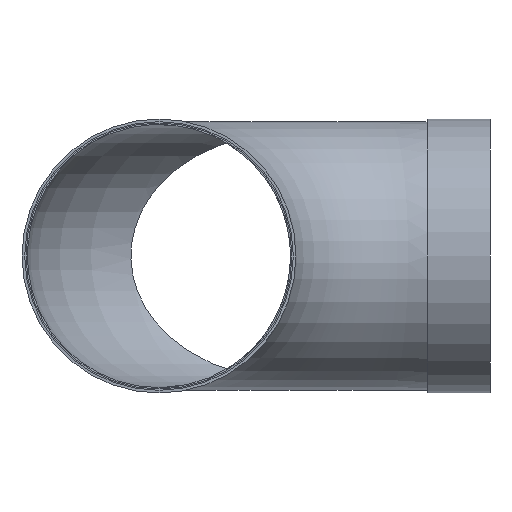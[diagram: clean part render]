
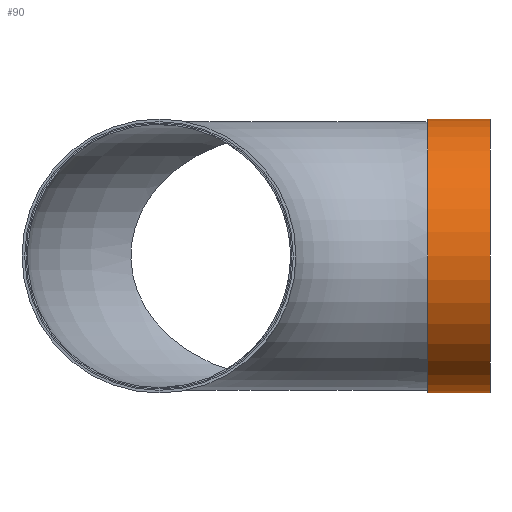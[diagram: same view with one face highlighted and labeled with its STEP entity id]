
A CAD part, left-side view. The second image highlights one B-rep face of the part: STEP entity #90.
In plain terms, the highlighted cylindrical face has radius 91.8 mm (diameter 183.6 mm), a full revolution.
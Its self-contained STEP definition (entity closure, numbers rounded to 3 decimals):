
#90 = ADVANCED_FACE( '', ( #187, #188 ), #189, .T. );
#187 = FACE_OUTER_BOUND( '', #293, .T. );
#188 = FACE_OUTER_BOUND( '', #294, .T. );
#189 = CYLINDRICAL_SURFACE( '', #295, 91.8 );
#293 = EDGE_LOOP( '', ( #411 ) );
#294 = EDGE_LOOP( '', ( #412 ) );
#295 = AXIS2_PLACEMENT_3D( '', #413, #414, #415 );
#411 = ORIENTED_EDGE( '', *, *, #523, .T. );
#412 = ORIENTED_EDGE( '', *, *, #502, .F. );
#413 = CARTESIAN_POINT( '', ( 0., 0., 0. ) );
#414 = DIRECTION( '', ( 0., 1., 0. ) );
#415 = DIRECTION( '', ( 0., 0., -1. ) );
#502 = EDGE_CURVE( '', #557, #557, #558, .T. );
#523 = EDGE_CURVE( '', #591, #591, #592, .T. );
#557 = VERTEX_POINT( '', #803 );
#558 = CIRCLE( '', #804, 91.8 );
#591 = VERTEX_POINT( '', #1306 );
#592 = CIRCLE( '', #1307, 91.8 );
#803 = CARTESIAN_POINT( '', ( 0., 0., -91.8 ) );
#804 = AXIS2_PLACEMENT_3D( '', #1613, #1614, #1615 );
#1306 = CARTESIAN_POINT( '', ( 0., 41.8, -91.8 ) );
#1307 = AXIS2_PLACEMENT_3D( '', #1643, #1644, #1645 );
#1613 = CARTESIAN_POINT( '', ( 0., 0., 0. ) );
#1614 = DIRECTION( '', ( 0., -1., 0. ) );
#1615 = DIRECTION( '', ( 0., 0., -1. ) );
#1643 = CARTESIAN_POINT( '', ( 0., 41.8, 0. ) );
#1644 = DIRECTION( '', ( 0., -1., 0. ) );
#1645 = DIRECTION( '', ( 0., 0., -1. ) );
